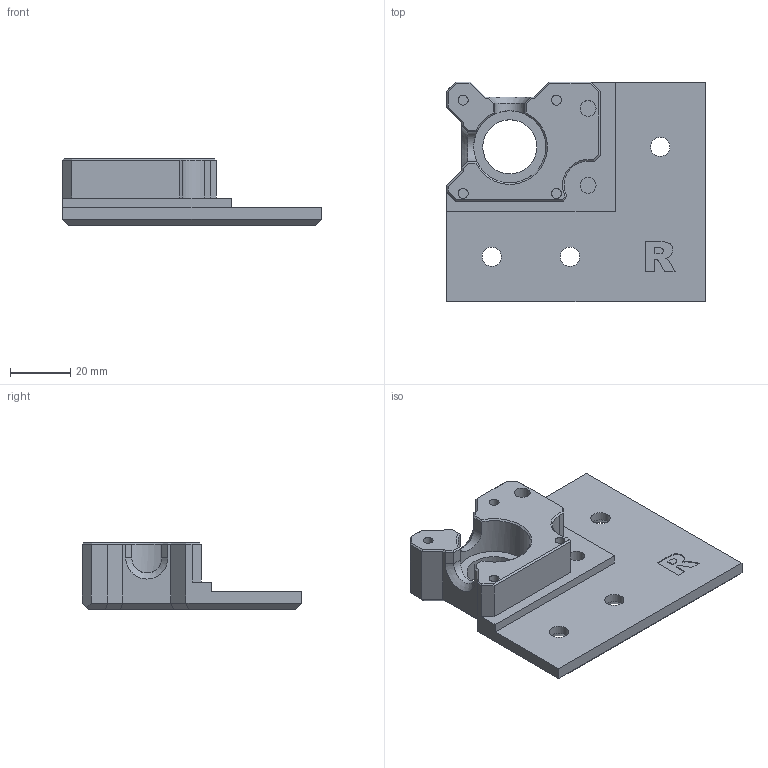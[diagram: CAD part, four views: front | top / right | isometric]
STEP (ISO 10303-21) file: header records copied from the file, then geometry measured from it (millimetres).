
FILE_DESCRIPTION(/* description */ (''),/* implementation_level */ '2;1');
FILE_NAME(/* name */ 'xy_motor_cage_top_right_3.1.step',/* time_stamp */ '2022-06-14T17:23:23+01:00',/* author */ (''),/* organization */ (''),/* preprocessor_version */ 'ST-DEVELOPER v19',/* originating_system */ 'Autodesk Translation Framework v11.7.0.108',/* authorisation */ '');
FILE_SCHEMA (('AUTOMOTIVE_DESIGN { 1 0 10303 214 3 1 1 }'));
Length unit declared in the file: millimetre
Products named in the file (1): xy_motor_cage_top_right_3.1
Bounding box: 86 x 73 x 22 mm (x, y, z)
Volume: 50469.7 mm3; surface area: 19254.7 mm2
Topology: 1 solids, 1 shells, 158 faces, 374 edges, 233 vertices
Faces by surface type: plane 114, cylinder 18, bspline 16, cone 10
Full cylindrical faces by diameter (mm): 3.3 x4, 5.3 x2, 6.25 x4, 6.4 x3, 18 x1, 24 x1
Entity records: 4738 total; most frequent: CARTESIAN_POINT 1153, ORIENTED_EDGE 748, DIRECTION 665, EDGE_CURVE 374, LINE 287, VECTOR 287, VERTEX_POINT 233, AXIS2_PLACEMENT_3D 189
